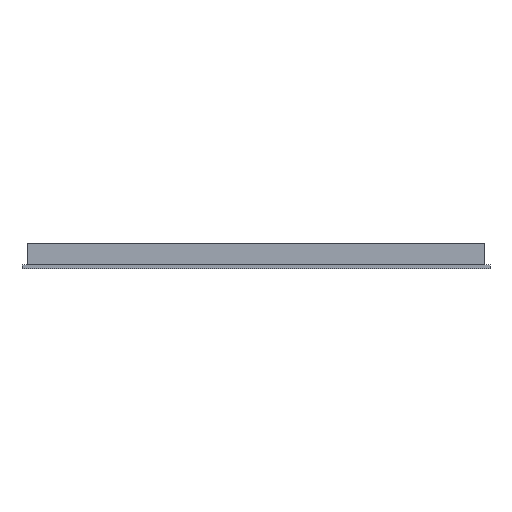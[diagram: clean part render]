
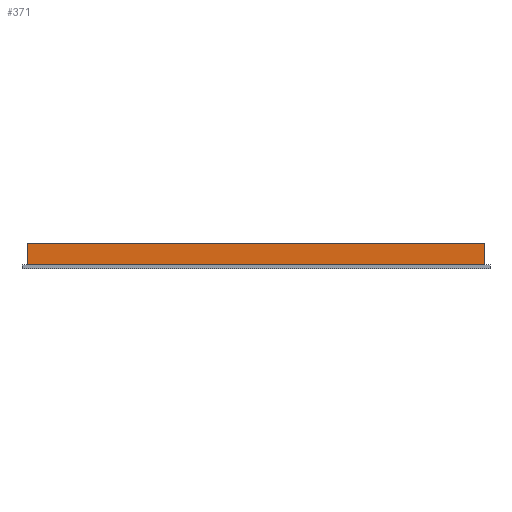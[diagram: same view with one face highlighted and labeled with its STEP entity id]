
A CAD part, front view. The second image highlights one B-rep face of the part: STEP entity #371.
In plain terms, the highlighted planar face has unit normal (0, -1, 0).
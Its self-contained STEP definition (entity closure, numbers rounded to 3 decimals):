
#35=FACE_OUTER_BOUND('',#57,.T.);
#57=EDGE_LOOP('',(#305,#306,#307,#308));
#101=LINE('',#580,#149);
#102=LINE('',#582,#150);
#103=LINE('',#584,#151);
#104=LINE('',#585,#152);
#149=VECTOR('',#480,10.);
#150=VECTOR('',#481,10.);
#151=VECTOR('',#482,10.);
#152=VECTOR('',#483,10.);
#185=VERTEX_POINT('',#578);
#186=VERTEX_POINT('',#579);
#187=VERTEX_POINT('',#581);
#188=VERTEX_POINT('',#583);
#229=EDGE_CURVE('',#185,#186,#101,.T.);
#230=EDGE_CURVE('',#185,#187,#102,.T.);
#231=EDGE_CURVE('',#188,#187,#103,.T.);
#232=EDGE_CURVE('',#186,#188,#104,.T.);
#305=ORIENTED_EDGE('',*,*,#229,.F.);
#306=ORIENTED_EDGE('',*,*,#230,.T.);
#307=ORIENTED_EDGE('',*,*,#231,.F.);
#308=ORIENTED_EDGE('',*,*,#232,.F.);
#351=PLANE('',#406);
#371=ADVANCED_FACE('',(#35),#351,.T.);
#406=AXIS2_PLACEMENT_3D('',#577,#478,#479);
#478=DIRECTION('center_axis',(0.,-1.,0.));
#479=DIRECTION('ref_axis',(1.,0.,0.));
#480=DIRECTION('',(-1.,0.,0.));
#481=DIRECTION('',(0.,0.,1.));
#482=DIRECTION('',(1.,0.,0.));
#483=DIRECTION('',(0.,0.,1.));
#577=CARTESIAN_POINT('Origin',(1.5,1.5,1.));
#578=CARTESIAN_POINT('',(128.5,1.5,1.));
#579=CARTESIAN_POINT('',(1.5,1.5,1.));
#580=CARTESIAN_POINT('',(128.5,1.5,1.));
#581=CARTESIAN_POINT('',(128.5,1.5,7.));
#582=CARTESIAN_POINT('',(128.5,1.5,1.));
#583=CARTESIAN_POINT('',(1.5,1.5,7.));
#584=CARTESIAN_POINT('',(128.5,1.5,7.));
#585=CARTESIAN_POINT('',(1.5,1.5,1.));
